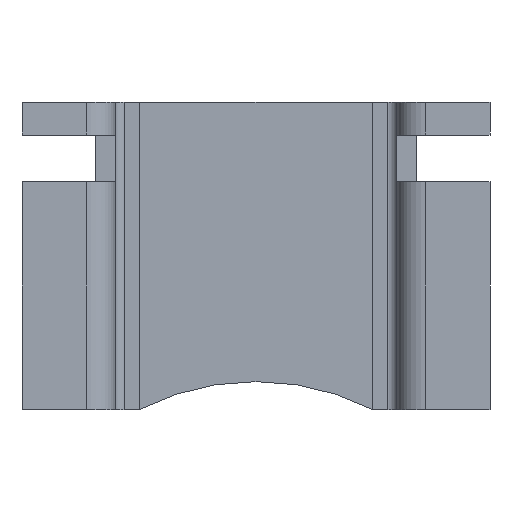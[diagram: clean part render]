
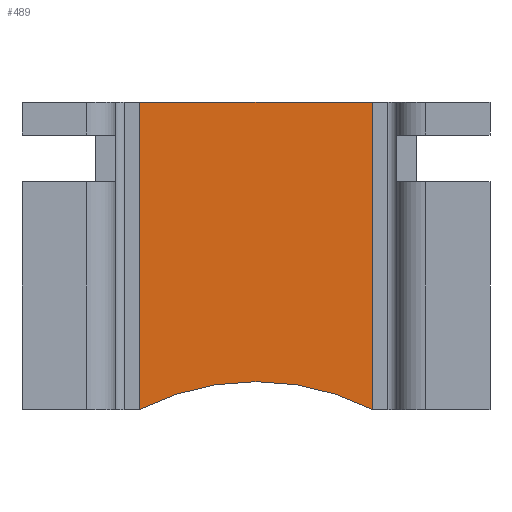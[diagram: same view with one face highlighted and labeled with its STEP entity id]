
A CAD part, front view. The second image highlights one B-rep face of the part: STEP entity #489.
In plain terms, the highlighted planar face has unit normal (0, -1, 0).
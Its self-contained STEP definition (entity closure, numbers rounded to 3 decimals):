
#14 = EDGE_LOOP ( 'NONE', ( #543, #1168, #493, #1078, #539 ) ) ;
#45 = LINE ( 'NONE', #815, #1386 ) ;
#79 = DIRECTION ( 'NONE',  ( 0., 0., 1. ) ) ;
#134 = CIRCLE ( 'NONE', #859, 5.508 ) ;
#257 = VERTEX_POINT ( 'NONE', #1126 ) ;
#266 = EDGE_CURVE ( 'NONE', #257, #1479, #938, .T. ) ;
#289 = CARTESIAN_POINT ( 'NONE',  ( -2.5, 2.4, -3.3 ) ) ;
#440 = CARTESIAN_POINT ( 'NONE',  ( 0., 2.4, -2.7 ) ) ;
#441 = AXIS2_PLACEMENT_3D ( 'NONE', #732, #1636, #857 ) ;
#488 = CARTESIAN_POINT ( 'NONE',  ( 0., 2.4, -8.208 ) ) ;
#489 = ADVANCED_FACE ( 'NONE', ( #1414 ), #823, .T. ) ;
#493 = ORIENTED_EDGE ( 'NONE', *, *, #1362, .F. ) ;
#506 = DIRECTION ( 'NONE',  ( 0., 0., 1. ) ) ;
#539 = ORIENTED_EDGE ( 'NONE', *, *, #1472, .F. ) ;
#542 = VERTEX_POINT ( 'NONE', #440 ) ;
#543 = ORIENTED_EDGE ( 'NONE', *, *, #1500, .F. ) ;
#555 = EDGE_CURVE ( 'NONE', #1077, #1294, #889, .T. ) ;
#565 = VECTOR ( 'NONE', #79, 1000. ) ;
#690 = DIRECTION ( 'NONE',  ( 0., 0., -1. ) ) ;
#697 = CARTESIAN_POINT ( 'NONE',  ( 2.5, 2.4, -3.3 ) ) ;
#723 = DIRECTION ( 'NONE',  ( 0., 0., -1. ) ) ;
#732 = CARTESIAN_POINT ( 'NONE',  ( 0., 2.4, -8.208 ) ) ;
#801 = CARTESIAN_POINT ( 'NONE',  ( 2.5, 2.4, 3.3 ) ) ;
#815 = CARTESIAN_POINT ( 'NONE',  ( -2.5, 2.4, 3.3 ) ) ;
#818 = CARTESIAN_POINT ( 'NONE',  ( -2.5, 2.4, -3.3 ) ) ;
#823 = PLANE ( 'NONE',  #1322 ) ;
#857 = DIRECTION ( 'NONE',  ( 0., 0., -1. ) ) ;
#859 = AXIS2_PLACEMENT_3D ( 'NONE', #488, #982, #723 ) ;
#889 = LINE ( 'NONE', #697, #565 ) ;
#938 = LINE ( 'NONE', #289, #1248 ) ;
#982 = DIRECTION ( 'NONE',  ( 0., -1., 0. ) ) ;
#1077 = VERTEX_POINT ( 'NONE', #1270 ) ;
#1078 = ORIENTED_EDGE ( 'NONE', *, *, #266, .F. ) ;
#1090 = DIRECTION ( 'NONE',  ( 1., 0., 0. ) ) ;
#1126 = CARTESIAN_POINT ( 'NONE',  ( -2.5, 2.4, -3.3 ) ) ;
#1168 = ORIENTED_EDGE ( 'NONE', *, *, #555, .T. ) ;
#1248 = VECTOR ( 'NONE', #506, 1000. ) ;
#1270 = CARTESIAN_POINT ( 'NONE',  ( 2.5, 2.4, -3.3 ) ) ;
#1294 = VERTEX_POINT ( 'NONE', #801 ) ;
#1322 = AXIS2_PLACEMENT_3D ( 'NONE', #818, #1587, #690 ) ;
#1362 = EDGE_CURVE ( 'NONE', #1479, #1294, #45, .T. ) ;
#1386 = VECTOR ( 'NONE', #1090, 1000. ) ;
#1414 = FACE_OUTER_BOUND ( 'NONE', #14, .T. ) ;
#1472 = EDGE_CURVE ( 'NONE', #542, #257, #1557, .T. ) ;
#1479 = VERTEX_POINT ( 'NONE', #1630 ) ;
#1500 = EDGE_CURVE ( 'NONE', #1077, #542, #134, .T. ) ;
#1557 = CIRCLE ( 'NONE', #441, 5.508 ) ;
#1587 = DIRECTION ( 'NONE',  ( 0., -1., 0. ) ) ;
#1630 = CARTESIAN_POINT ( 'NONE',  ( -2.5, 2.4, 3.3 ) ) ;
#1636 = DIRECTION ( 'NONE',  ( 0., -1., 0. ) ) ;
